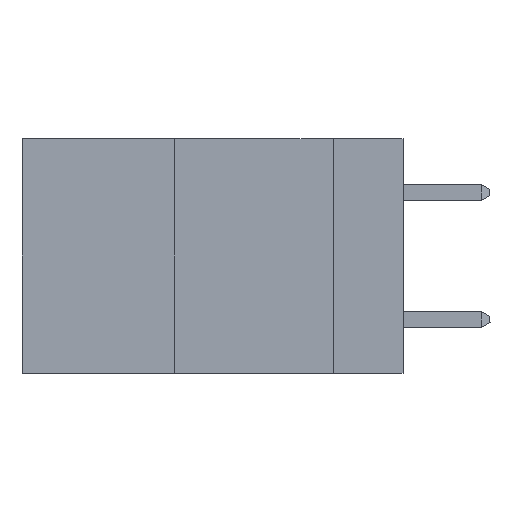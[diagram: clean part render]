
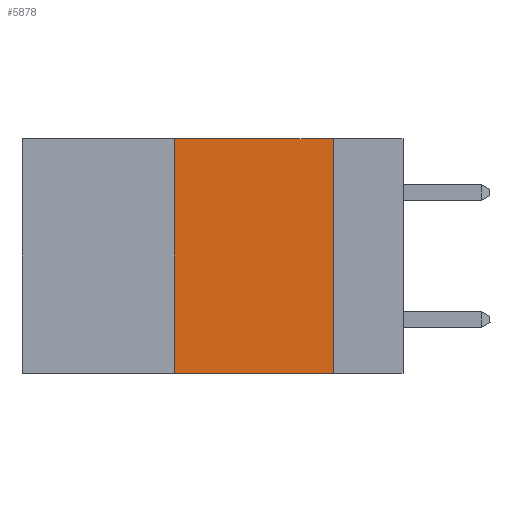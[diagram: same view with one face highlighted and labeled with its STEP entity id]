
A CAD part, left-side view. The second image highlights one B-rep face of the part: STEP entity #5878.
In plain terms, the highlighted planar face has unit normal (-1, 0, 0).
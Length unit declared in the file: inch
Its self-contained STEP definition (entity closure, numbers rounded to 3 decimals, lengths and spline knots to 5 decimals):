
#929 = CARTESIAN_POINT ( 'NONE',  ( 0., 0.36, -0.37 ) ) ;
#1328 = EDGE_CURVE ( 'NONE', #9906, #14653, #11589, .T. ) ;
#1619 = CARTESIAN_POINT ( 'NONE',  ( 0., 0.11, -0.37 ) ) ;
#2022 = EDGE_LOOP ( 'NONE', ( #2387, #14365, #8542, #15531 ) ) ;
#2118 = VECTOR ( 'NONE', #10574, 39.37008 ) ;
#2387 = ORIENTED_EDGE ( 'NONE', *, *, #3572, .F. ) ;
#2429 = VERTEX_POINT ( 'NONE', #9389 ) ;
#2614 = DIRECTION ( 'NONE',  ( 1., 0., 0. ) ) ;
#2848 = LINE ( 'NONE', #6060, #6480 ) ;
#3572 = EDGE_CURVE ( 'NONE', #19393, #14653, #2848, .T. ) ;
#4642 = CARTESIAN_POINT ( 'NONE',  ( 0., 0.6, 0. ) ) ;
#5728 = LINE ( 'NONE', #11863, #18562 ) ;
#5878 = ADVANCED_FACE ( 'NONE', ( #16574 ), #16784, .F. ) ;
#5918 = DIRECTION ( 'NONE',  ( 0., 0., 1. ) ) ;
#6060 = CARTESIAN_POINT ( 'NONE',  ( 0., 0.11, 0. ) ) ;
#6480 = VECTOR ( 'NONE', #13694, 39.37008 ) ;
#6865 = CARTESIAN_POINT ( 'NONE',  ( 0., 0.6, -0.37 ) ) ;
#8542 = ORIENTED_EDGE ( 'NONE', *, *, #16363, .F. ) ;
#8879 = EDGE_CURVE ( 'NONE', #2429, #19393, #16808, .T. ) ;
#8940 = CARTESIAN_POINT ( 'NONE',  ( 0., 0.6, 0. ) ) ;
#9389 = CARTESIAN_POINT ( 'NONE',  ( 0., 0.36, 0. ) ) ;
#9906 = VERTEX_POINT ( 'NONE', #929 ) ;
#10574 = DIRECTION ( 'NONE',  ( 0., -1., 0. ) ) ;
#10720 = VECTOR ( 'NONE', #19025, 39.37008 ) ;
#11034 = CARTESIAN_POINT ( 'NONE',  ( 0., 0.11, 0. ) ) ;
#11589 = LINE ( 'NONE', #6865, #10720 ) ;
#11863 = CARTESIAN_POINT ( 'NONE',  ( 0., 0.36, 0. ) ) ;
#13694 = DIRECTION ( 'NONE',  ( 0., 0., -1. ) ) ;
#14365 = ORIENTED_EDGE ( 'NONE', *, *, #8879, .F. ) ;
#14653 = VERTEX_POINT ( 'NONE', #1619 ) ;
#15531 = ORIENTED_EDGE ( 'NONE', *, *, #1328, .T. ) ;
#16363 = EDGE_CURVE ( 'NONE', #9906, #2429, #5728, .T. ) ;
#16574 = FACE_OUTER_BOUND ( 'NONE', #2022, .T. ) ;
#16784 = PLANE ( 'NONE',  #16830 ) ;
#16808 = LINE ( 'NONE', #4642, #2118 ) ;
#16830 = AXIS2_PLACEMENT_3D ( 'NONE', #8940, #2614, #18195 ) ;
#18195 = DIRECTION ( 'NONE',  ( 0., 0., -1. ) ) ;
#18562 = VECTOR ( 'NONE', #5918, 39.37008 ) ;
#19025 = DIRECTION ( 'NONE',  ( 0., -1., 0. ) ) ;
#19393 = VERTEX_POINT ( 'NONE', #11034 ) ;
